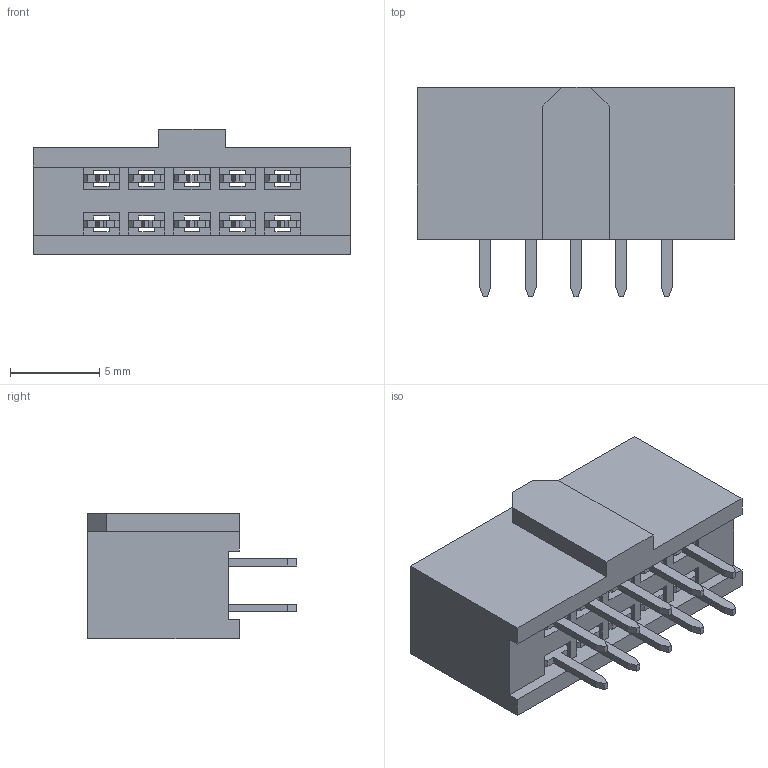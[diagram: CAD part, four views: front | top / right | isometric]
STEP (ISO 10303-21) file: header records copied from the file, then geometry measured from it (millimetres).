
FILE_DESCRIPTION (( 'STEP AP214' ), '1' );
FILE_NAME ('SFH11-PBPC-D05-ST-BK.STEP', '2025-06-11T16:38:26', ( '' ), ( '' ), 'SwSTEP 2.0', 'SolidWorks 2021', '' );
FILE_SCHEMA (( 'AUTOMOTIVE_DESIGN' ));
Length unit declared in the file: millimetre
Products named in the file (3): pin^SFH11-xC-Dx-ST-BK Ass; SFH11-PBPC-D05-ST-BK; SFH11-xC-Dx-ST-BK body_05
Assembly tree (11 placements, depth 2):
  SFH11-PBPC-D05-ST-BK
    SFH11-xC-Dx-ST-BK body_05
    pin^SFH11-xC-Dx-ST-BK Ass  x10
Bounding box: 17.78 x 11.71 x 7.01 mm (x, y, z)
Volume: 742.3 mm3; surface area: 1451.4 mm2
Topology: 11 solids, 11 shells, 326 faces, 912 edges, 608 vertices
Faces by surface type: plane 266, cylinder 60
Entity records: 5382 total; most frequent: CARTESIAN_POINT 708, ORIENTED_EDGE 690, DIRECTION 623, EDGE_CURVE 345, LINE 333, VECTOR 333, VERTEX_POINT 230, AXIS2_PLACEMENT_3D 145
